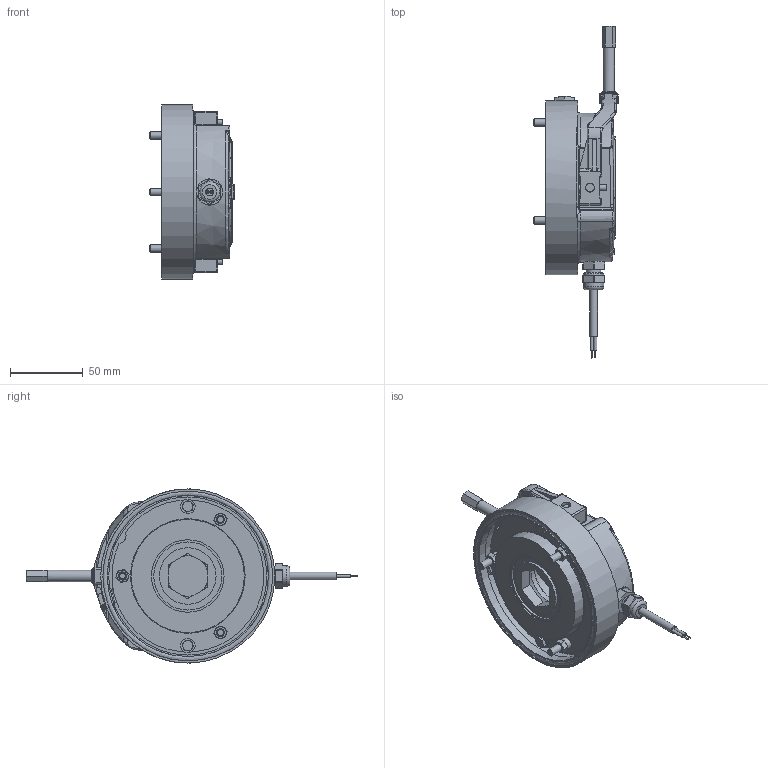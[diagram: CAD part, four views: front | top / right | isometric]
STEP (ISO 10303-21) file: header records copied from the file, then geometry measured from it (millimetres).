
FILE_DESCRIPTION(/* description */ (''),/* implementation_level */ '2;1');
FILE_NAME(/* name */ 'FDW10_NH NEU.stp',/* time_stamp */ '2016-04-21T10:23:44+02:00',/* author */ ('Frank'),/* organization */ (''),/* preprocessor_version */ 'ST-DEVELOPER v15.6',/* originating_system */ 'Autodesk Inventor 2015',/* authorisation */ '');
FILE_SCHEMA (('AUTOMOTIVE_DESIGN { 1 0 10303 214 3 1 1 }'));
Length unit declared in the file: millimetre
Products named in the file (1): Bauteil48
Bounding box: 58.3 x 228.8 x 120 mm (x, y, z)
Volume: 81323.8 mm3; surface area: 114005.2 mm2
Topology: 2 solids, 14 shells, 1021 faces, 2531 edges, 1561 vertices
Faces by surface type: plane 378, cylinder 296, bspline 158, torus 95, cone 72, sphere 22
Full cylindrical faces by diameter (mm): 0.75 x2, 2 x2, 4 x10, 4.134 x1, 4.2 x1, 4.3 x2, 4.5 x2, 5 x4, 5.2 x3, 5.4 x1, 5.5 x3, 5.88 x2, 6 x2, 6.2 x2, 6.917 x3, 7 x2, 7.2 x7, 7.8 x1, 7.9 x3, 8 x5, 8.3 x3, 8.5 x3, 9 x7, 9.8 x2, 10 x7, 11.188 x1, 12 x1, 14 x3, 15 x1, 18 x1
Entity records: 36035 total; most frequent: CARTESIAN_POINT 13186, ORIENTED_EDGE 4546, DIRECTION 4394, EDGE_CURVE 2261, AXIS2_PLACEMENT_3D 1804, VERTEX_POINT 1493, EDGE_LOOP 1326, FACE_OUTER_BOUND 1021
